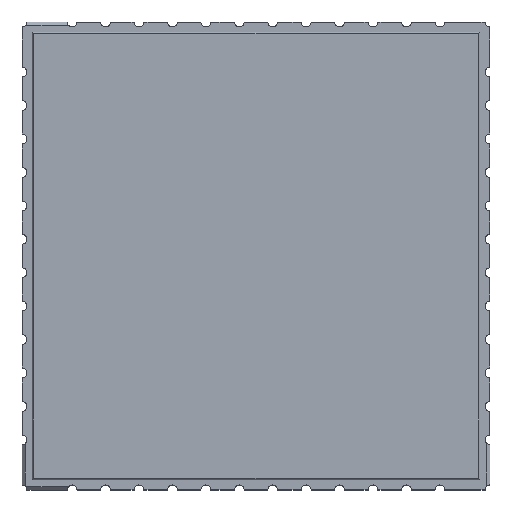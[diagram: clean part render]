
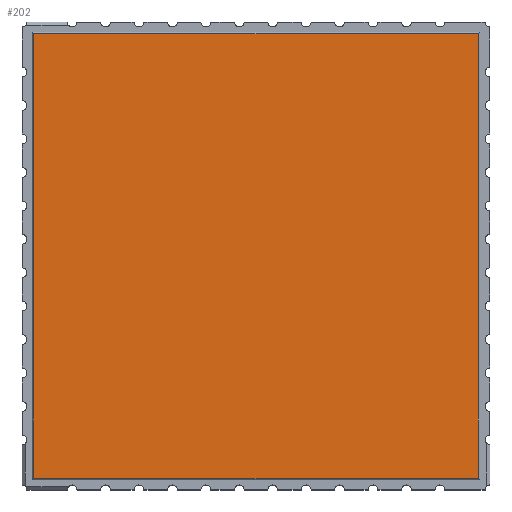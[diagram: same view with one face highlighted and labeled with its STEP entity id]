
A CAD part, top view. The second image highlights one B-rep face of the part: STEP entity #202.
In plain terms, the highlighted planar face has unit normal (0, 0, 1).
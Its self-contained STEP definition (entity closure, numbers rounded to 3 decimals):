
#41=DIRECTION('',(0.,-1.,0.));
#42=VECTOR('',#41,13.5);
#43=CARTESIAN_POINT('',(-6.75,6.75,2.2));
#44=LINE('',#43,#42);
#45=DIRECTION('',(-1.,0.,0.));
#46=VECTOR('',#45,13.5);
#47=CARTESIAN_POINT('',(6.75,6.75,2.2));
#48=LINE('',#47,#46);
#49=DIRECTION('',(0.,1.,0.));
#50=VECTOR('',#49,13.5);
#51=CARTESIAN_POINT('',(6.75,-6.75,2.2));
#52=LINE('',#51,#50);
#53=DIRECTION('',(-1.,0.,0.));
#54=VECTOR('',#53,13.5);
#55=CARTESIAN_POINT('',(6.75,-6.75,2.2));
#56=LINE('',#55,#54);
#113=CARTESIAN_POINT('',(-6.75,6.75,2.2));
#114=CARTESIAN_POINT('',(-6.75,-6.75,2.2));
#115=VERTEX_POINT('',#113);
#116=VERTEX_POINT('',#114);
#121=CARTESIAN_POINT('',(6.75,6.75,2.2));
#122=VERTEX_POINT('',#121);
#127=CARTESIAN_POINT('',(6.75,-6.75,2.2));
#128=VERTEX_POINT('',#127);
#189=CARTESIAN_POINT('',(0.,0.,2.2));
#190=DIRECTION('',(0.,0.,1.));
#191=DIRECTION('',(1.,0.,0.));
#192=AXIS2_PLACEMENT_3D('',#189,#190,#191);
#193=PLANE('',#192);
#195=ORIENTED_EDGE('',*,*,#194,.F.);
#196=ORIENTED_EDGE('',*,*,#180,.F.);
#197=ORIENTED_EDGE('',*,*,#138,.F.);
#199=ORIENTED_EDGE('',*,*,#198,.T.);
#200=EDGE_LOOP('',(#195,#196,#197,#199));
#201=FACE_OUTER_BOUND('',#200,.F.);
#202=ADVANCED_FACE('',(#201),#193,.T.);
#138=EDGE_CURVE('',#128,#122,#52,.T.);
#180=EDGE_CURVE('',#122,#115,#48,.T.);
#194=EDGE_CURVE('',#115,#116,#44,.T.);
#198=EDGE_CURVE('',#128,#116,#56,.T.);
